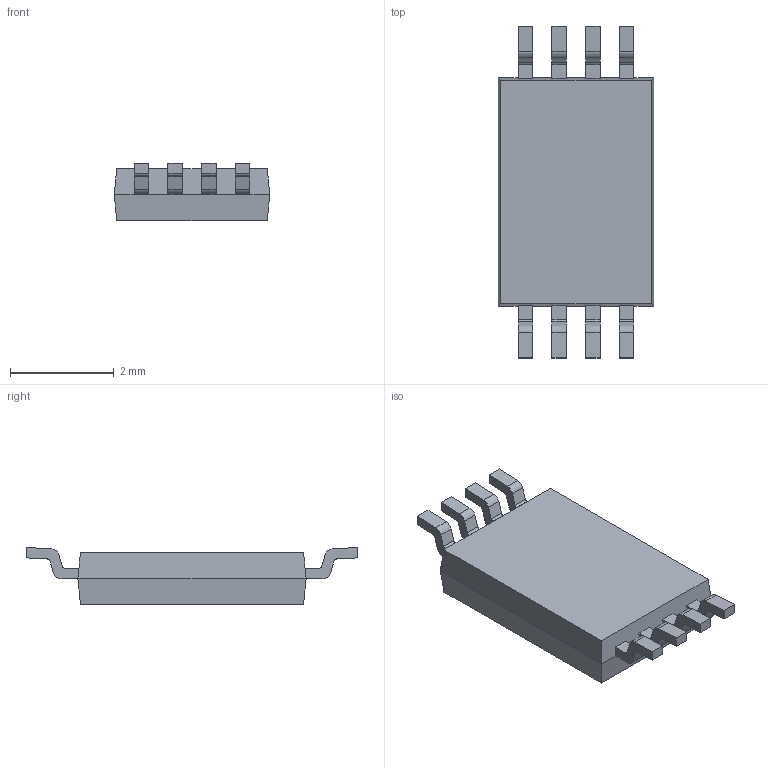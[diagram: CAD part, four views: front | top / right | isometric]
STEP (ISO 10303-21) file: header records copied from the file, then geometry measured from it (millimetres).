
FILE_DESCRIPTION((''),'2;1');
FILE_NAME('TSSOP8_VISHAY_LITTLFT','2010-10-06T',('Wiebke'),(''),'PRO/ENGINEER BY PARAMETRIC TECHNOLOGY CORPORATION, 2008400','PRO/ENGINEER BY PARAMETRIC TECHNOLOGY CORPORATION, 2008400','');
FILE_SCHEMA(('AUTOMOTIVE_DESIGN_CC2 { 1 2 10303 214 -1 1 5 2 }'));
Length unit declared in the file: millimetre
Products named in the file (1): TSSOP8_VISHAY_LITTLFT
Bounding box: 3 x 6.4 x 1.1 mm (x, y, z)
Volume: 13.4 mm3; surface area: 49.3 mm2
Topology: 1 solids, 1 shells, 114 faces, 317 edges, 206 vertices
Faces by surface type: plane 82, cylinder 32
Entity records: 4790 total; most frequent: CARTESIAN_POINT 641, ORIENTED_EDGE 632, DIRECTION 621, PRESENTATION_STYLE_ASSIGNMENT 334, STYLED_ITEM 324, CURVE_STYLE 323, EDGE_CURVE 316, VECTOR 253
